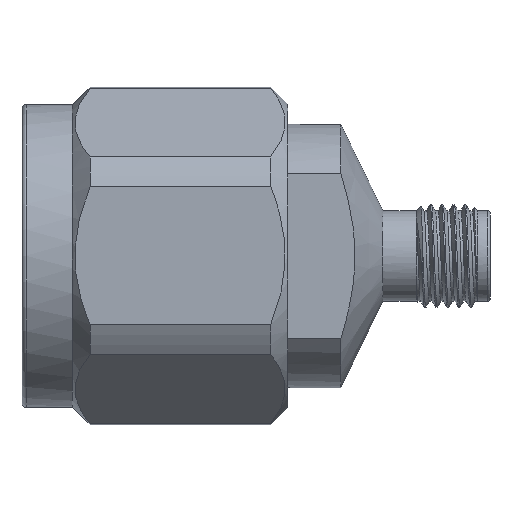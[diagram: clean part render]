
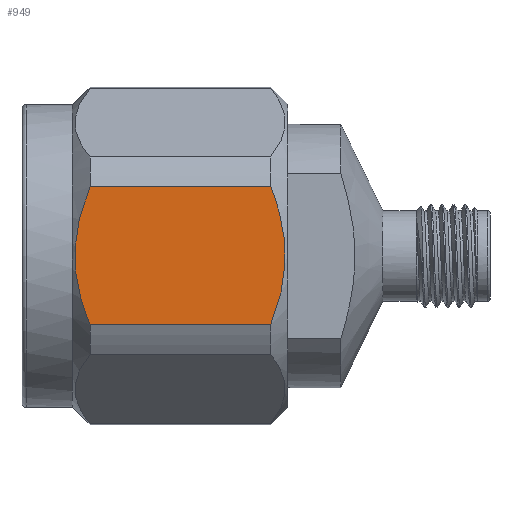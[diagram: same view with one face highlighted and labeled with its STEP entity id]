
A CAD part, top view. The second image highlights one B-rep face of the part: STEP entity #949.
In plain terms, the highlighted planar face has unit normal (0, 0, 1).
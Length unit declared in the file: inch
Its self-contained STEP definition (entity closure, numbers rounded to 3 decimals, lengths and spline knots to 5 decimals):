
#12 = CARTESIAN_POINT ( 'NONE',  ( 0.62552, 0.11363, 0.375 ) ) ;
#91 = EDGE_CURVE ( 'NONE', #94, #314, #2853, .T. ) ;
#94 = VERTEX_POINT ( 'NONE', #1817 ) ;
#95 = VECTOR ( 'NONE', #757, 39.37008 ) ;
#108 = DIRECTION ( 'NONE',  ( 0., 0., 1. ) ) ;
#117 = CARTESIAN_POINT ( 'NONE',  ( 0., -0.16832, 0.375 ) ) ;
#263 = CARTESIAN_POINT ( 'NONE',  ( 0.63699, -0.05783, 0.375 ) ) ;
#268 = CARTESIAN_POINT ( 'NONE',  ( 0.16021, -0.155, 0.375 ) ) ;
#314 = VERTEX_POINT ( 'NONE', #3236 ) ;
#329 = CARTESIAN_POINT ( 'NONE',  ( 0.12899, 0.01454, 0.375 ) ) ;
#349 = CARTESIAN_POINT ( 'NONE',  ( 0.14599, -0.11376, 0.375 ) ) ;
#599 = CARTESIAN_POINT ( 'NONE',  ( 0.13249, -0.05774, 0.375 ) ) ;
#622 = CARTESIAN_POINT ( 'NONE',  ( 0., 0.16832, 0.375 ) ) ;
#641 = CARTESIAN_POINT ( 'NONE',  ( 0.12987, 0.02913, 0.375 ) ) ;
#754 = VECTOR ( 'NONE', #2237, 39.37008 ) ;
#757 = DIRECTION ( 'NONE',  ( 1., 0., 0. ) ) ;
#924 = CARTESIAN_POINT ( 'NONE',  ( 0.61659, 0.14132, 0.375 ) ) ;
#929 = CARTESIAN_POINT ( 'NONE',  ( 0.15506, -0.14137, 0.375 ) ) ;
#949 = ADVANCED_FACE ( 'NONE', ( #2491 ), #3757, .T. ) ;
#1010 = EDGE_LOOP ( 'NONE', ( #3001, #2073, #1227, #1629 ) ) ;
#1043 = LINE ( 'NONE', #117, #95 ) ;
#1227 = ORIENTED_EDGE ( 'NONE', *, *, #2241, .T. ) ;
#1242 = VERTEX_POINT ( 'NONE', #2805 ) ;
#1250 = CARTESIAN_POINT ( 'NONE',  ( 0.12899, -0.02919, 0.375 ) ) ;
#1272 = CARTESIAN_POINT ( 'NONE',  ( 0.14211, 0.09997, 0.375 ) ) ;
#1288 = EDGE_CURVE ( 'NONE', #314, #2054, #3768, .T. ) ;
#1377 = DIRECTION ( 'NONE',  ( 0., -1., 0. ) ) ;
#1515 = EDGE_CURVE ( 'NONE', #1242, #94, #1043, .T. ) ;
#1548 = CARTESIAN_POINT ( 'NONE',  ( 0.60576, 0.16832, 0.375 ) ) ;
#1574 = CARTESIAN_POINT ( 'NONE',  ( 0.62542, -0.11396, 0.375 ) ) ;
#1591 = CARTESIAN_POINT ( 'NONE',  ( 0.63461, -0.07197, 0.375 ) ) ;
#1629 = ORIENTED_EDGE ( 'NONE', *, *, #1515, .T. ) ;
#1766 = CARTESIAN_POINT ( 'NONE',  ( 0.16578, 0.16832, 0.375 ) ) ;
#1817 = CARTESIAN_POINT ( 'NONE',  ( 0.60576, -0.16832, 0.375 ) ) ;
#2054 = VERTEX_POINT ( 'NONE', #1766 ) ;
#2073 = ORIENTED_EDGE ( 'NONE', *, *, #1288, .T. ) ;
#2187 = CARTESIAN_POINT ( 'NONE',  ( 0.61658, -0.14136, 0.375 ) ) ;
#2192 = CARTESIAN_POINT ( 'NONE',  ( 0.14601, 0.11383, 0.375 ) ) ;
#2237 = DIRECTION ( 'NONE',  ( -1., 0., 0. ) ) ;
#2241 = EDGE_CURVE ( 'NONE', #2054, #1242, #2403, .T. ) ;
#2403 = B_SPLINE_CURVE_WITH_KNOTS ( 'NONE', 3,
 ( #3484, #2802, #2843, #2192, #1272, #4075, #2479, #641, #329, #1250, #599, #4096, #349, #929, #268, #3102 ),
 .UNSPECIFIED., .F., .F.,
 ( 4, 2, 2, 2, 2, 2, 2, 4 ),
 ( 0.00805, 0.00914, 0.01023, 0.01132, 0.01241, 0.0146, 0.01569, 0.01678 ),
 .UNSPECIFIED. ) ;
#2474 = CARTESIAN_POINT ( 'NONE',  ( 0.64023, -0.0292, 0.375 ) ) ;
#2479 = CARTESIAN_POINT ( 'NONE',  ( 0.13324, 0.05779, 0.375 ) ) ;
#2491 = FACE_OUTER_BOUND ( 'NONE', #1010, .T. ) ;
#2508 = CARTESIAN_POINT ( 'NONE',  ( -0.15708, 0.21651, 0.375 ) ) ;
#2802 = CARTESIAN_POINT ( 'NONE',  ( 0.16018, 0.15494, 0.375 ) ) ;
#2805 = CARTESIAN_POINT ( 'NONE',  ( 0.16578, -0.16832, 0.375 ) ) ;
#2839 = CARTESIAN_POINT ( 'NONE',  ( 0.60576, -0.16832, 0.375 ) ) ;
#2843 = CARTESIAN_POINT ( 'NONE',  ( 0.15504, 0.14128, 0.375 ) ) ;
#2853 = B_SPLINE_CURVE_WITH_KNOTS ( 'NONE', 3,
 ( #2839, #2187, #1574, #1591, #263, #2474, #3163, #3392, #3078, #12, #924, #1548 ),
 .UNSPECIFIED., .F., .F.,
 ( 4, 2, 2, 2, 2, 4 ),
 ( 0., 0.00218, 0.00328, 0.00437, 0.00655, 0.00873 ),
 .UNSPECIFIED. ) ;
#3001 = ORIENTED_EDGE ( 'NONE', *, *, #91, .T. ) ;
#3078 = CARTESIAN_POINT ( 'NONE',  ( 0.63774, 0.05754, 0.375 ) ) ;
#3102 = CARTESIAN_POINT ( 'NONE',  ( 0.16578, -0.16832, 0.375 ) ) ;
#3163 = CARTESIAN_POINT ( 'NONE',  ( 0.64107, -0.01463, 0.375 ) ) ;
#3236 = CARTESIAN_POINT ( 'NONE',  ( 0.60576, 0.16832, 0.375 ) ) ;
#3339 = AXIS2_PLACEMENT_3D ( 'NONE', #2508, #108, #1377 ) ;
#3392 = CARTESIAN_POINT ( 'NONE',  ( 0.64108, 0.02902, 0.375 ) ) ;
#3484 = CARTESIAN_POINT ( 'NONE',  ( 0.16578, 0.16832, 0.375 ) ) ;
#3757 = PLANE ( 'NONE',  #3339 ) ;
#3768 = LINE ( 'NONE', #622, #754 ) ;
#4075 = CARTESIAN_POINT ( 'NONE',  ( 0.13572, 0.07195, 0.375 ) ) ;
#4096 = CARTESIAN_POINT ( 'NONE',  ( 0.14208, -0.09984, 0.375 ) ) ;
